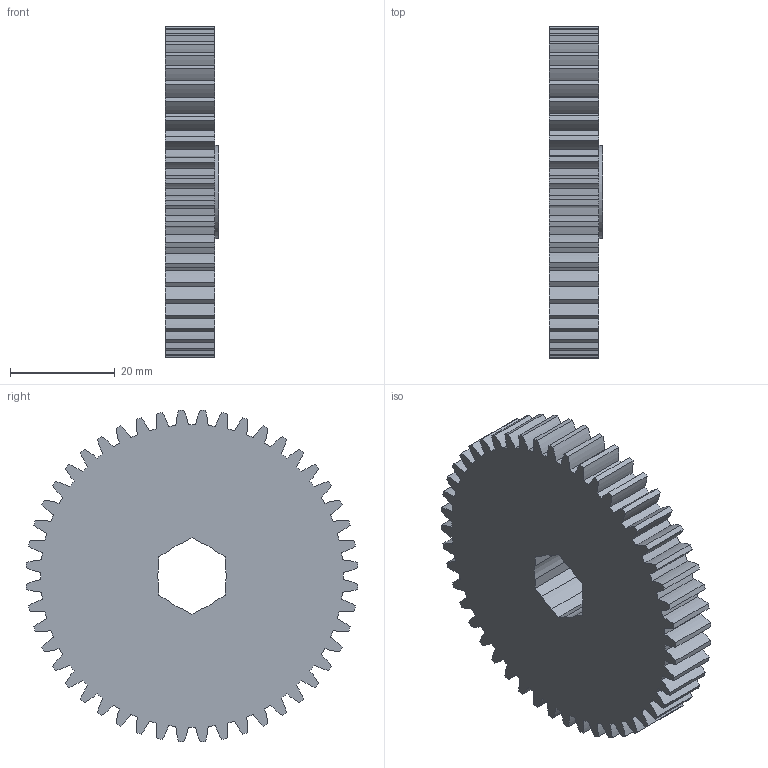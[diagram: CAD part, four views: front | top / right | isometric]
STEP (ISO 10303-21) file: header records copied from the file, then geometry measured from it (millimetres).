
FILE_DESCRIPTION(/* description */ (''),/* implementation_level */ '2;1');
FILE_NAME(/* name */ '48t 20dp 500h with teeth.ipt.stp',/* time_stamp */ '2016-01-07T16:38:11-08:00',/* author */ ('PhillipD'),/* organization */ (''),/* preprocessor_version */ 'ST-DEVELOPER v16.1',/* originating_system */ 'Autodesk Inventor 2016',/* authorisation */ '');
FILE_SCHEMA (('AUTOMOTIVE_DESIGN { 1 0 10303 214 3 1 1 }'));
Length unit declared in the file: inch
Products named in the file (1): 48t 20dp 500h with teeth
Bounding box: 10.21 x 63.42 x 63.42 mm (x, y, z)
Volume: 25904.6 mm3; surface area: 9719.9 mm2
Topology: 1 solids, 1 shells, 214 faces, 633 edges, 422 vertices
Faces by surface type: cylinder 199, plane 15
Full cylindrical faces by diameter (mm): 17.78 x1
Entity records: 7641 total; most frequent: DIRECTION 1460, CARTESIAN_POINT 1269, ORIENTED_EDGE 1264, EDGE_CURVE 632, AXIS2_PLACEMENT_3D 613, VERTEX_POINT 422, CIRCLE 398, LINE 234
